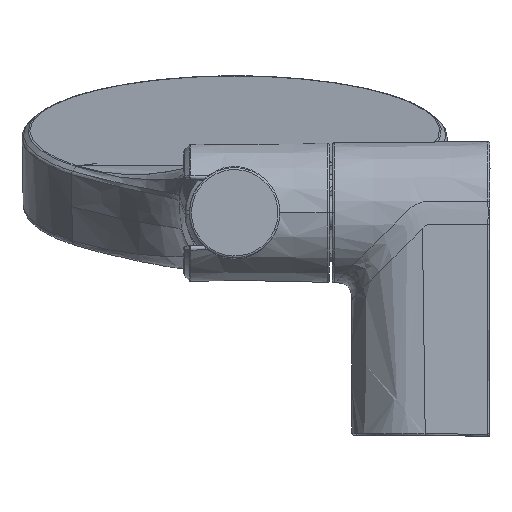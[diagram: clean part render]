
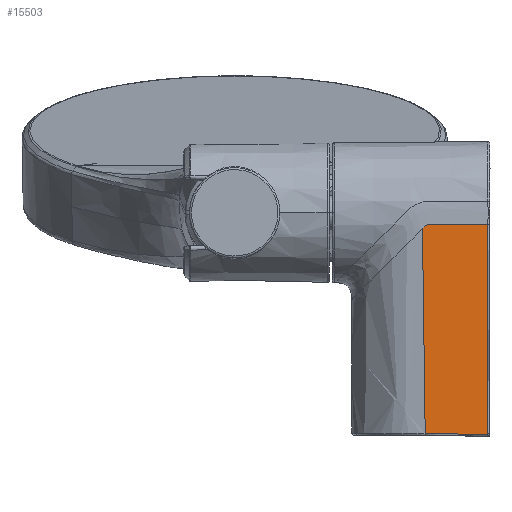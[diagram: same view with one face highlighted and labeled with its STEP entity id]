
A CAD part, front view. The second image highlights one B-rep face of the part: STEP entity #15503.
In plain terms, the highlighted conical face has half-angle 0.5 degrees and reference radius 2000 mm.
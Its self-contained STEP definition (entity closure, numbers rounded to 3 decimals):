
#151 = CARTESIAN_POINT ( 'NONE',  ( 39.49, -19.179, -56.973 ) ) ;
#207 = CARTESIAN_POINT ( 'NONE',  ( 39.527, -19.179, -56.91 ) ) ;
#658 = EDGE_CURVE ( 'NONE', #4867, #13187, #13400, .T. ) ;
#1234 = FACE_OUTER_BOUND ( 'NONE', #4535, .T. ) ;
#1433 = DIRECTION ( 'NONE',  ( 1., 0., 0. ) ) ;
#1436 = CARTESIAN_POINT ( 'NONE',  ( 39.471, -19.179, -56.986 ) ) ;
#1536 = CARTESIAN_POINT ( 'NONE',  ( 39.528, -19.179, -56.895 ) ) ;
#1615 = CARTESIAN_POINT ( 'NONE',  ( 39.427, -19.178, -56.995 ) ) ;
#1884 = CARTESIAN_POINT ( 'NONE',  ( 40., 1980.817, -57.5 ) ) ;
#2314 = ORIENTED_EDGE ( 'NONE', *, *, #10189, .F. ) ;
#2709 = CARTESIAN_POINT ( 'NONE',  ( 39.526, -19.179, -56.918 ) ) ;
#2761 = VERTEX_POINT ( 'NONE', #15770 ) ;
#2769 = CARTESIAN_POINT ( 'NONE',  ( 39.523, -19.179, -56.929 ) ) ;
#2871 = CARTESIAN_POINT ( 'NONE',  ( 39.499, -19.179, -56.967 ) ) ;
#3002 = CARTESIAN_POINT ( 'NONE',  ( 39.533, -18.437, -3. ) ) ;
#3006 = CARTESIAN_POINT ( 'NONE',  ( 23.166, -18.31, -3.586 ) ) ;
#3367 = CARTESIAN_POINT ( 'NONE',  ( 39.541, -18.926, -20.961 ) ) ;
#3372 = B_SPLINE_CURVE_WITH_KNOTS ( 'NONE', 3,
 ( #13928, #7812, #10553, #6581, #1436, #11738, #151, #2871, #15560, #10395, #4045, #2769, #2709, #207, #11685, #13022 ),
 .UNSPECIFIED., .F., .F.,
 ( 4, 3, 3, 3, 3, 4 ),
 ( 0., 0.214, 0.428, 0.642, 0.855, 1. ),
 .UNSPECIFIED. ) ;
#3676 = CARTESIAN_POINT ( 'NONE',  ( 22.999, -18.313, -3.753 ) ) ;
#3888 = ORIENTED_EDGE ( 'NONE', *, *, #658, .T. ) ;
#3947 = AXIS2_PLACEMENT_3D ( 'NONE', #1884, #1433, #12789 ) ;
#3976 = VECTOR ( 'NONE', #8266, 1000. ) ;
#4045 = CARTESIAN_POINT ( 'NONE',  ( 39.519, -19.179, -56.939 ) ) ;
#4319 = CARTESIAN_POINT ( 'NONE',  ( 31.4, -19.108, -56.925 ) ) ;
#4535 = EDGE_LOOP ( 'NONE', ( #9977, #14792, #6816, #8091, #3888, #2314, #12431 ) ) ;
#4867 = VERTEX_POINT ( 'NONE', #3006 ) ;
#4884 = VERTEX_POINT ( 'NONE', #1615 ) ;
#5424 = B_SPLINE_CURVE_WITH_KNOTS ( 'NONE', 3,
 ( #9402, #10590, #13117, #5438 ),
 .UNSPECIFIED., .F., .F.,
 ( 4, 4 ),
 ( 0., 1. ),
 .UNSPECIFIED. ) ;
#5438 = CARTESIAN_POINT ( 'NONE',  ( 22.666, -18.319, -4.086 ) ) ;
#5669 = CARTESIAN_POINT ( 'NONE',  ( 34.548, -18.393, -3. ) ) ;
#6581 = CARTESIAN_POINT ( 'NONE',  ( 39.461, -19.179, -56.99 ) ) ;
#6816 = ORIENTED_EDGE ( 'NONE', *, *, #11134, .T. ) ;
#7255 = CARTESIAN_POINT ( 'NONE',  ( 24.58, -18.306, -3. ) ) ;
#7452 = CARTESIAN_POINT ( 'NONE',  ( 22.666, -18.319, -4.086 ) ) ;
#7812 = CARTESIAN_POINT ( 'NONE',  ( 39.439, -19.179, -56.995 ) ) ;
#8091 = ORIENTED_EDGE ( 'NONE', *, *, #13631, .T. ) ;
#8258 = VERTEX_POINT ( 'NONE', #3002 ) ;
#8266 = DIRECTION ( 'NONE',  ( 1., -0.009, -0.009 ) ) ;
#8602 = CARTESIAN_POINT ( 'NONE',  ( 23.576, -18.302, -3.186 ) ) ;
#8763 = CARTESIAN_POINT ( 'NONE',  ( 23.166, -18.31, -3.586 ) ) ;
#9323 = B_SPLINE_CURVE_WITH_KNOTS ( 'NONE', 3,
 ( #14938, #13796, #3367, #12345 ),
 .UNSPECIFIED., .F., .F.,
 ( 4, 4 ),
 ( 0., 1. ),
 .UNSPECIFIED. ) ;
#9402 = CARTESIAN_POINT ( 'NONE',  ( 23.373, -19.038, -56.855 ) ) ;
#9977 = ORIENTED_EDGE ( 'NONE', *, *, #10289, .T. ) ;
#9985 = EDGE_CURVE ( 'NONE', #14134, #4884, #12215, .T. ) ;
#10189 = EDGE_CURVE ( 'NONE', #14134, #13187, #5424, .T. ) ;
#10289 = EDGE_CURVE ( 'NONE', #4884, #15614, #3372, .T. ) ;
#10395 = CARTESIAN_POINT ( 'NONE',  ( 39.513, -19.179, -56.949 ) ) ;
#10553 = CARTESIAN_POINT ( 'NONE',  ( 39.45, -19.179, -56.993 ) ) ;
#10590 = CARTESIAN_POINT ( 'NONE',  ( 23.367, -19.033, -39.257 ) ) ;
#10829 = CARTESIAN_POINT ( 'NONE',  ( 24.58, -18.306, -3. ) ) ;
#11134 = EDGE_CURVE ( 'NONE', #8258, #2761, #13132, .T. ) ;
#11685 = CARTESIAN_POINT ( 'NONE',  ( 39.528, -19.179, -56.902 ) ) ;
#11738 = CARTESIAN_POINT ( 'NONE',  ( 39.481, -19.179, -56.98 ) ) ;
#12215 = LINE ( 'NONE', #4319, #3976 ) ;
#12345 = CARTESIAN_POINT ( 'NONE',  ( 39.533, -18.437, -3. ) ) ;
#12431 = ORIENTED_EDGE ( 'NONE', *, *, #9985, .T. ) ;
#12753 = EDGE_CURVE ( 'NONE', #15614, #8258, #9323, .T. ) ;
#12789 = DIRECTION ( 'NONE',  ( 0., 0., -1. ) ) ;
#13022 = CARTESIAN_POINT ( 'NONE',  ( 39.528, -19.179, -56.895 ) ) ;
#13117 = CARTESIAN_POINT ( 'NONE',  ( 23.131, -18.792, -21.659 ) ) ;
#13132 = B_SPLINE_CURVE_WITH_KNOTS ( 'NONE', 3,
 ( #15951, #5669, #13583, #10829 ),
 .UNSPECIFIED., .F., .F.,
 ( 4, 4 ),
 ( 0., 1. ),
 .UNSPECIFIED. ) ;
#13144 = CARTESIAN_POINT ( 'NONE',  ( 23.373, -19.038, -56.855 ) ) ;
#13187 = VERTEX_POINT ( 'NONE', #15413 ) ;
#13400 = B_SPLINE_CURVE_WITH_KNOTS ( 'NONE', 3,
 ( #15203, #3676, #14009, #7452 ),
 .UNSPECIFIED., .F., .F.,
 ( 4, 4 ),
 ( 0., 1. ),
 .UNSPECIFIED. ) ;
#13583 = CARTESIAN_POINT ( 'NONE',  ( 29.564, -18.35, -3. ) ) ;
#13631 = EDGE_CURVE ( 'NONE', #2761, #4867, #15403, .T. ) ;
#13796 = CARTESIAN_POINT ( 'NONE',  ( 39.526, -19.174, -38.927 ) ) ;
#13928 = CARTESIAN_POINT ( 'NONE',  ( 39.427, -19.178, -56.995 ) ) ;
#14009 = CARTESIAN_POINT ( 'NONE',  ( 22.833, -18.316, -3.919 ) ) ;
#14134 = VERTEX_POINT ( 'NONE', #13144 ) ;
#14792 = ORIENTED_EDGE ( 'NONE', *, *, #12753, .T. ) ;
#14938 = CARTESIAN_POINT ( 'NONE',  ( 39.528, -19.179, -56.895 ) ) ;
#15203 = CARTESIAN_POINT ( 'NONE',  ( 23.166, -18.31, -3.586 ) ) ;
#15403 = B_SPLINE_CURVE_WITH_KNOTS ( 'NONE', 3,
 ( #7255, #16469, #8602, #8763 ),
 .UNSPECIFIED., .F., .F.,
 ( 4, 4 ),
 ( 0., 1. ),
 .UNSPECIFIED. ) ;
#15413 = CARTESIAN_POINT ( 'NONE',  ( 22.666, -18.319, -4.086 ) ) ;
#15503 = ADVANCED_FACE ( 'NONE', ( #1234 ), #16506, .T. ) ;
#15560 = CARTESIAN_POINT ( 'NONE',  ( 39.507, -19.179, -56.958 ) ) ;
#15614 = VERTEX_POINT ( 'NONE', #1536 ) ;
#15770 = CARTESIAN_POINT ( 'NONE',  ( 24.58, -18.306, -3. ) ) ;
#15951 = CARTESIAN_POINT ( 'NONE',  ( 39.533, -18.437, -3. ) ) ;
#16469 = CARTESIAN_POINT ( 'NONE',  ( 24.013, -18.301, -3.007 ) ) ;
#16506 = CONICAL_SURFACE ( 'NONE', #3947, 2000., 0.009 ) ;
